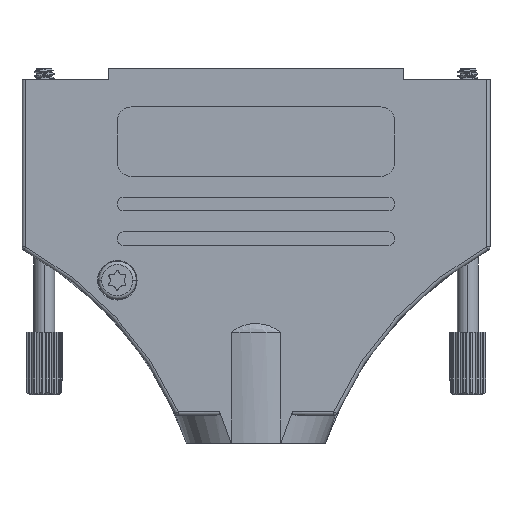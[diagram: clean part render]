
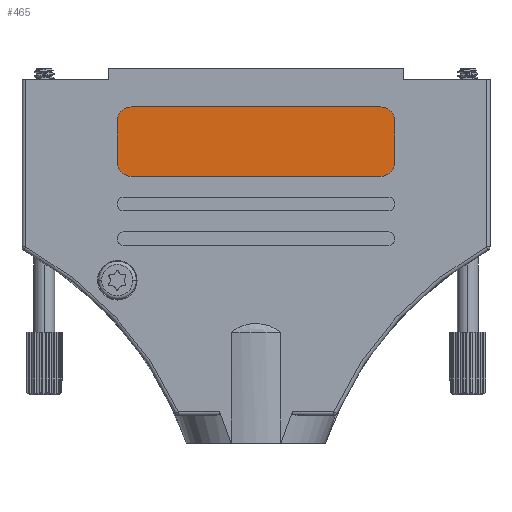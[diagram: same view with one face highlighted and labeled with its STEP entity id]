
A CAD part, front view. The second image highlights one B-rep face of the part: STEP entity #465.
In plain terms, the highlighted planar face has unit normal (0, -1, 0).
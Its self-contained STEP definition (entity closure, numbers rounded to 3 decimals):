
#143 = DIRECTION ( 'NONE',  ( 0., 1., 0. ) ) ;
#149 = AXIS2_PLACEMENT_3D ( 'NONE', #16646, #5592, #17073 ) ;
#440 = CARTESIAN_POINT ( 'NONE',  ( 18., 0.3, -7.5 ) ) ;
#465 = ADVANCED_FACE ( 'NONE', ( #15844 ), #6554, .F. ) ;
#702 = DIRECTION ( 'NONE',  ( -1., 0., 0. ) ) ;
#1044 = EDGE_CURVE ( 'NONE', #20813, #20384, #23673, .T. ) ;
#1090 = CIRCLE ( 'NONE', #21977, 2. ) ;
#1205 = VERTEX_POINT ( 'NONE', #25392 ) ;
#1560 = ORIENTED_EDGE ( 'NONE', *, *, #15291, .T. ) ;
#1973 = LINE ( 'NONE', #22182, #3712 ) ;
#1999 = LINE ( 'NONE', #24397, #24492 ) ;
#2294 = CARTESIAN_POINT ( 'NONE',  ( 20., 0.3, -7.5 ) ) ;
#2297 = DIRECTION ( 'NONE',  ( 1., 0., 0. ) ) ;
#2428 = DIRECTION ( 'NONE',  ( -1., 0., 0. ) ) ;
#2547 = DIRECTION ( 'NONE',  ( 0., 0., -1. ) ) ;
#3107 = AXIS2_PLACEMENT_3D ( 'NONE', #25550, #25417, #11772 ) ;
#3193 = DIRECTION ( 'NONE',  ( -1., 0., 0. ) ) ;
#3197 = EDGE_CURVE ( 'NONE', #23058, #7326, #1090, .T. ) ;
#3712 = VECTOR ( 'NONE', #24082, 1000. ) ;
#3982 = ORIENTED_EDGE ( 'NONE', *, *, #7393, .T. ) ;
#4403 = VERTEX_POINT ( 'NONE', #2294 ) ;
#4884 = CARTESIAN_POINT ( 'NONE',  ( -20., 0.3, -7.5 ) ) ;
#5592 = DIRECTION ( 'NONE',  ( 0., -1., 0. ) ) ;
#5621 = ORIENTED_EDGE ( 'NONE', *, *, #3197, .T. ) ;
#6554 = PLANE ( 'NONE',  #8129 ) ;
#6969 = CARTESIAN_POINT ( 'NONE',  ( -20., 0.3, -13.5 ) ) ;
#6973 = DIRECTION ( 'NONE',  ( 0., -1., 0. ) ) ;
#7281 = EDGE_CURVE ( 'NONE', #20384, #15266, #15772, .T. ) ;
#7326 = VERTEX_POINT ( 'NONE', #14041 ) ;
#7393 = EDGE_CURVE ( 'NONE', #9924, #20813, #24991, .T. ) ;
#8129 = AXIS2_PLACEMENT_3D ( 'NONE', #440, #143, #9023 ) ;
#9023 = DIRECTION ( 'NONE',  ( -1., 0., 0. ) ) ;
#9729 = ORIENTED_EDGE ( 'NONE', *, *, #14192, .T. ) ;
#9924 = VERTEX_POINT ( 'NONE', #13342 ) ;
#11636 = ORIENTED_EDGE ( 'NONE', *, *, #20112, .T. ) ;
#11772 = DIRECTION ( 'NONE',  ( -1., 0., 0. ) ) ;
#11776 = CARTESIAN_POINT ( 'NONE',  ( -18., 0.3, -5.5 ) ) ;
#13342 = CARTESIAN_POINT ( 'NONE',  ( 18., 0.3, -5.5 ) ) ;
#13741 = CARTESIAN_POINT ( 'NONE',  ( -18., 0.3, -5.5 ) ) ;
#14041 = CARTESIAN_POINT ( 'NONE',  ( 20., 0.3, -13.5 ) ) ;
#14192 = EDGE_CURVE ( 'NONE', #4403, #9924, #22577, .T. ) ;
#15266 = VERTEX_POINT ( 'NONE', #6969 ) ;
#15291 = EDGE_CURVE ( 'NONE', #1205, #23058, #1999, .T. ) ;
#15625 = ORIENTED_EDGE ( 'NONE', *, *, #7281, .T. ) ;
#15772 = LINE ( 'NONE', #18386, #23578 ) ;
#15844 = FACE_OUTER_BOUND ( 'NONE', #21936, .T. ) ;
#16252 = AXIS2_PLACEMENT_3D ( 'NONE', #22342, #24817, #2428 ) ;
#16646 = CARTESIAN_POINT ( 'NONE',  ( -18., 0.3, -13.5 ) ) ;
#17073 = DIRECTION ( 'NONE',  ( -1., 0., 0. ) ) ;
#18386 = CARTESIAN_POINT ( 'NONE',  ( -20., 0.3, -7.5 ) ) ;
#20112 = EDGE_CURVE ( 'NONE', #7326, #4403, #1973, .T. ) ;
#20122 = CARTESIAN_POINT ( 'NONE',  ( 18., 0.3, -15.5 ) ) ;
#20384 = VERTEX_POINT ( 'NONE', #4884 ) ;
#20656 = ORIENTED_EDGE ( 'NONE', *, *, #27555, .T. ) ;
#20813 = VERTEX_POINT ( 'NONE', #13741 ) ;
#21936 = EDGE_LOOP ( 'NONE', ( #9729, #3982, #25690, #15625, #20656, #1560, #5621, #11636 ) ) ;
#21977 = AXIS2_PLACEMENT_3D ( 'NONE', #24680, #6973, #702 ) ;
#22182 = CARTESIAN_POINT ( 'NONE',  ( 20., 0.3, -7.5 ) ) ;
#22342 = CARTESIAN_POINT ( 'NONE',  ( -18., 0.3, -7.5 ) ) ;
#22577 = CIRCLE ( 'NONE', #3107, 2. ) ;
#23058 = VERTEX_POINT ( 'NONE', #20122 ) ;
#23382 = CIRCLE ( 'NONE', #149, 2. ) ;
#23578 = VECTOR ( 'NONE', #2547, 1000. ) ;
#23673 = CIRCLE ( 'NONE', #16252, 2. ) ;
#24082 = DIRECTION ( 'NONE',  ( 0., 0., 1. ) ) ;
#24397 = CARTESIAN_POINT ( 'NONE',  ( -18., 0.3, -15.5 ) ) ;
#24492 = VECTOR ( 'NONE', #2297, 1000. ) ;
#24680 = CARTESIAN_POINT ( 'NONE',  ( 18., 0.3, -13.5 ) ) ;
#24817 = DIRECTION ( 'NONE',  ( 0., -1., 0. ) ) ;
#24991 = LINE ( 'NONE', #11776, #25913 ) ;
#25392 = CARTESIAN_POINT ( 'NONE',  ( -18., 0.3, -15.5 ) ) ;
#25417 = DIRECTION ( 'NONE',  ( 0., -1., 0. ) ) ;
#25550 = CARTESIAN_POINT ( 'NONE',  ( 18., 0.3, -7.5 ) ) ;
#25690 = ORIENTED_EDGE ( 'NONE', *, *, #1044, .T. ) ;
#25913 = VECTOR ( 'NONE', #3193, 1000. ) ;
#27555 = EDGE_CURVE ( 'NONE', #15266, #1205, #23382, .T. ) ;
